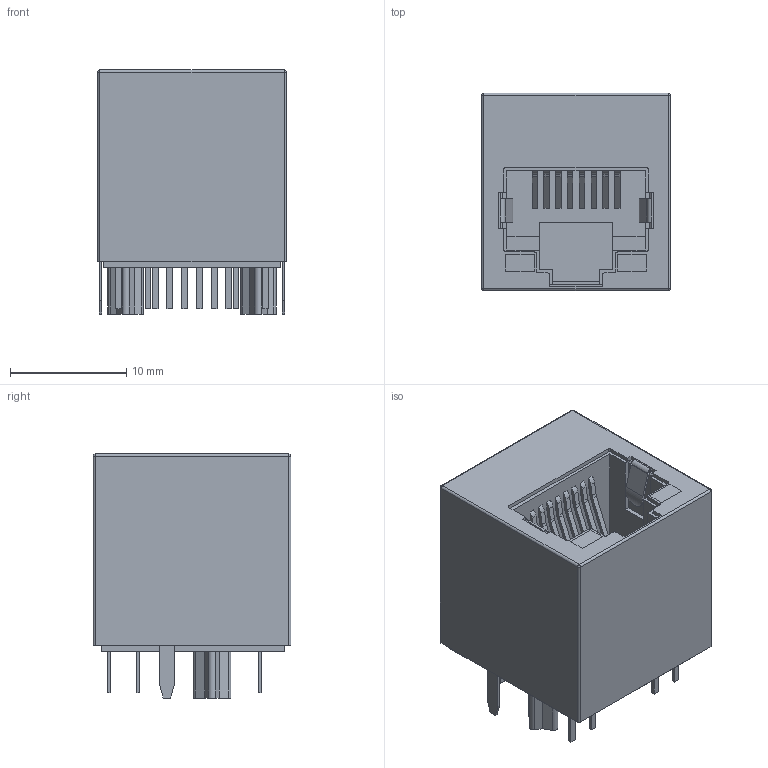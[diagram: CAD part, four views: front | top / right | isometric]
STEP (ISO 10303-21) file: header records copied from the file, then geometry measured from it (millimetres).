
FILE_DESCRIPTION(/* description */ (''),/* implementation_level */ '2;1');
FILE_NAME(/* name */ 'BELFUSE_SI-46014-F.stp',/* time_stamp */ '2016-05-30T13:34:53+02:00',/* author */ ('riccim'),/* organization */ (''),/* preprocessor_version */ 'ST-DEVELOPER v15.5',/* originating_system */ 'AutoCAD Mechanical',/* authorisation */ '');
FILE_SCHEMA (('AUTOMOTIVE_DESIGN { 1 0 10303 214 3 1 1 }'));
Length unit declared in the file: millimetre
Products named in the file (1): Product
Bounding box: 16.26 x 17.02 x 21.02 mm (x, y, z)
Volume: 3747.9 mm3; surface area: 4712.1 mm2
Topology: 32 solids, 32 shells, 366 faces, 888 edges, 587 vertices
Faces by surface type: plane 298, cylinder 64, sphere 4
Entity records: 11146 total; most frequent: CARTESIAN_POINT 2409, ORIENTED_EDGE 1770, DIRECTION 1731, EDGE_CURVE 885, LINE 757, VECTOR 757, VERTEX_POINT 585, AXIS2_PLACEMENT_3D 487
